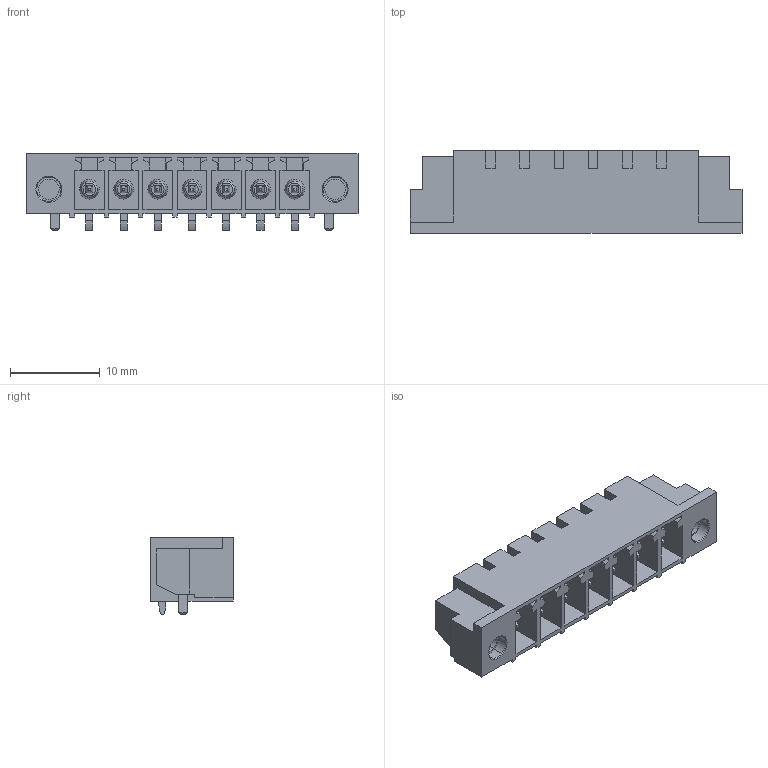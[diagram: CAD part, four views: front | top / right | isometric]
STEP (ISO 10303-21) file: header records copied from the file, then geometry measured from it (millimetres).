
FILE_DESCRIPTION(('CATIA V5 STEP Exchange','CAx-IF Rec.Pracs.--- Model Styling and Organization---1.2---2011-12-15'),'2;1');
FILE_NAME ('D1457651_0', '2018-10-12T05:34:57+00:00', ('none'), ('Weidmueller'), 'CATIA Version 5-6 Release 2014', 'CATIA V5 STEP AP214', 'none');
FILE_SCHEMA(('AUTOMOTIVE_DESIGN { 1 0 10303 214 1 1 1 1 }'));
Length unit declared in the file: millimetre
Products named in the file (1): 1862830000
Bounding box: 36.96 x 9.2 x 8.57 mm (x, y, z)
Volume: 1066.2 mm3; surface area: 2933.5 mm2
Topology: 10 solids, 10 shells, 571 faces, 1604 edges, 1078 vertices
Faces by surface type: plane 435, cylinder 104, cone 18, torus 14
Entity records: 16753 total; most frequent: ORIENTED_EDGE 3208, CARTESIAN_POINT 3069, DIRECTION 2168, EDGE_CURVE 1604, VECTOR 1332, LINE 1332, VERTEX_POINT 1078, EDGE_LOOP 610
